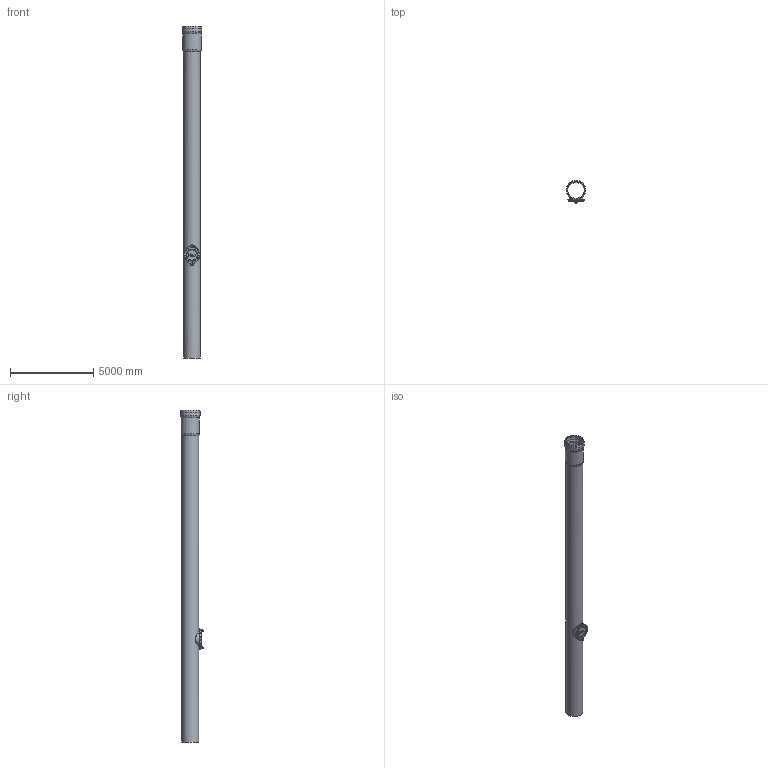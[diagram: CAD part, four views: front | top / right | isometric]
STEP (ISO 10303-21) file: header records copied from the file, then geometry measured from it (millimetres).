
FILE_DESCRIPTION(/* description */ (''),/* implementation_level */ '2;1');
FILE_NAME(/* name */ '05520.100N_3D.stp',/* time_stamp */ '2024-12-11T14:16:36+01:00',/* author */ ('CAD'),/* organization */ (''),/* preprocessor_version */ 'ST-DEVELOPER v20',/* originating_system */ 'AutoCAD Mechanical',/* authorisation */ '');
FILE_SCHEMA (('AUTOMOTIVE_DESIGN { 1 0 10303 214 3 1 1 }'));
Length unit declared in the file: centimetre
Products named in the file (2): Product; *S0
Assembly tree (1 placements, depth 2):
  Product
    *S0
Bounding box: 1180 x 1386 x 20000 mm (x, y, z)
Volume: 1301723143.4 mm3; surface area: 129872144.5 mm2
Topology: 7 solids, 7 shells, 171 faces, 400 edges, 246 vertices
Faces by surface type: cone 65, plane 37, cylinder 28, torus 20, bspline 14, sphere 7
Full cylindrical faces by diameter (mm): 66.47 x2, 80 x2, 87.6 x2, 100 x2, 113 x2, 700 x1, 800 x1, 840 x1, 920 x1, 980 x1, 1020 x1, 1060 x1, 1100 x1
Entity records: 20336 total; most frequent: CARTESIAN_POINT 16386, DIRECTION 844, ORIENTED_EDGE 790, EDGE_CURVE 395, AXIS2_PLACEMENT_3D 362, VERTEX_POINT 246, CIRCLE 197, EDGE_LOOP 189
